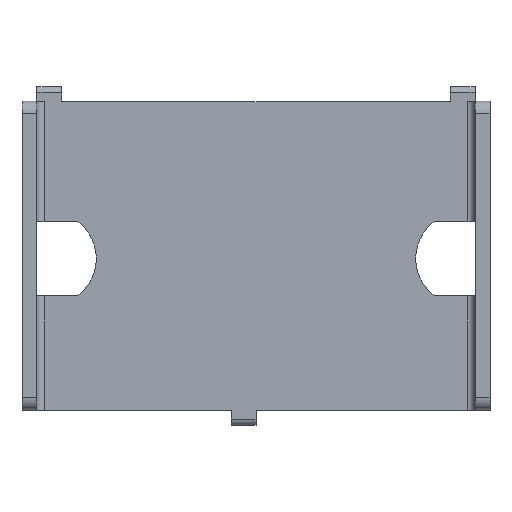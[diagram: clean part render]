
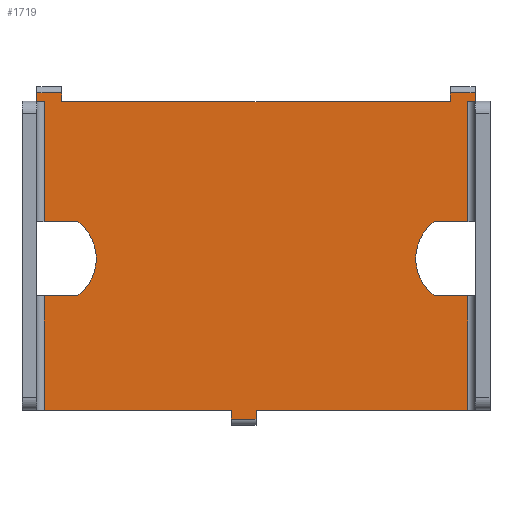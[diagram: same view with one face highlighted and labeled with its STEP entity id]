
A CAD part, top view. The second image highlights one B-rep face of the part: STEP entity #1719.
In plain terms, the highlighted planar face has unit normal (0, 0, 1).
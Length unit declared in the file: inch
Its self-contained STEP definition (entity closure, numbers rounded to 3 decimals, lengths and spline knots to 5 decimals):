
#62=FACE_OUTER_BOUND('',#153,.T.);
#153=EDGE_LOOP('',(#1203,#1204,#1205,#1206,#1207,#1208,#1209,#1210,#1211,
#1212,#1213,#1214,#1215,#1216,#1217,#1218,#1219,#1220,#1221,#1222,#1223,
#1224,#1225,#1226));
#255=CIRCLE('',#1828,0.0375);
#256=CIRCLE('',#1829,0.0375);
#303=LINE('',#2468,#502);
#343=LINE('',#2578,#542);
#347=LINE('',#2589,#546);
#348=LINE('',#2593,#547);
#349=LINE('',#2595,#548);
#350=LINE('',#2597,#549);
#351=LINE('',#2599,#550);
#352=LINE('',#2601,#551);
#353=LINE('',#2602,#552);
#354=LINE('',#2604,#553);
#355=LINE('',#2606,#554);
#356=LINE('',#2610,#555);
#357=LINE('',#2612,#556);
#358=LINE('',#2614,#557);
#359=LINE('',#2616,#558);
#360=LINE('',#2618,#559);
#361=LINE('',#2619,#560);
#362=LINE('',#2621,#561);
#363=LINE('',#2625,#562);
#364=LINE('',#2627,#563);
#365=LINE('',#2629,#564);
#366=LINE('',#2630,#565);
#502=VECTOR('',#1962,0.006);
#542=VECTOR('',#2042,0.171);
#546=VECTOR('',#2052,0.0925);
#547=VECTOR('',#2055,0.02);
#548=VECTOR('',#2056,0.007);
#549=VECTOR('',#2057,0.314);
#550=VECTOR('',#2058,0.007);
#551=VECTOR('',#2059,0.02);
#552=VECTOR('',#2060,0.007);
#553=VECTOR('',#2061,0.097);
#554=VECTOR('',#2062,0.027);
#555=VECTOR('',#2065,0.027);
#556=VECTOR('',#2066,0.0925);
#557=VECTOR('',#2067,0.151);
#558=VECTOR('',#2068,0.007);
#559=VECTOR('',#2069,0.02);
#560=VECTOR('',#2070,0.007);
#561=VECTOR('',#2071,0.027);
#562=VECTOR('',#2074,0.027);
#563=VECTOR('',#2075,0.097);
#564=VECTOR('',#2076,0.006);
#565=VECTOR('',#2077,0.007);
#702=VERTEX_POINT('',#2465);
#703=VERTEX_POINT('',#2467);
#752=VERTEX_POINT('',#2575);
#753=VERTEX_POINT('',#2577);
#757=VERTEX_POINT('',#2587);
#758=VERTEX_POINT('',#2591);
#759=VERTEX_POINT('',#2592);
#760=VERTEX_POINT('',#2594);
#761=VERTEX_POINT('',#2596);
#762=VERTEX_POINT('',#2598);
#763=VERTEX_POINT('',#2600);
#764=VERTEX_POINT('',#2603);
#765=VERTEX_POINT('',#2605);
#766=VERTEX_POINT('',#2607);
#767=VERTEX_POINT('',#2609);
#768=VERTEX_POINT('',#2611);
#769=VERTEX_POINT('',#2613);
#770=VERTEX_POINT('',#2615);
#771=VERTEX_POINT('',#2617);
#772=VERTEX_POINT('',#2620);
#773=VERTEX_POINT('',#2622);
#774=VERTEX_POINT('',#2624);
#775=VERTEX_POINT('',#2626);
#776=VERTEX_POINT('',#2628);
#874=EDGE_CURVE('',#702,#703,#303,.T.);
#928=EDGE_CURVE('',#753,#752,#343,.T.);
#934=EDGE_CURVE('',#757,#752,#347,.T.);
#935=EDGE_CURVE('',#758,#759,#348,.T.);
#936=EDGE_CURVE('',#759,#760,#349,.T.);
#937=EDGE_CURVE('',#760,#761,#350,.T.);
#938=EDGE_CURVE('',#762,#761,#351,.T.);
#939=EDGE_CURVE('',#762,#763,#352,.T.);
#940=EDGE_CURVE('',#763,#703,#353,.T.);
#941=EDGE_CURVE('',#702,#764,#354,.T.);
#942=EDGE_CURVE('',#765,#764,#355,.T.);
#943=EDGE_CURVE('',#766,#765,#255,.T.);
#944=EDGE_CURVE('',#767,#766,#356,.T.);
#945=EDGE_CURVE('',#767,#768,#357,.T.);
#946=EDGE_CURVE('',#768,#769,#358,.T.);
#947=EDGE_CURVE('',#769,#770,#359,.T.);
#948=EDGE_CURVE('',#770,#771,#360,.T.);
#949=EDGE_CURVE('',#753,#771,#361,.T.);
#950=EDGE_CURVE('',#772,#757,#362,.T.);
#951=EDGE_CURVE('',#773,#772,#256,.T.);
#952=EDGE_CURVE('',#774,#773,#363,.T.);
#953=EDGE_CURVE('',#775,#774,#364,.T.);
#954=EDGE_CURVE('',#776,#775,#365,.T.);
#955=EDGE_CURVE('',#758,#776,#366,.T.);
#1203=ORIENTED_EDGE('',*,*,#935,.T.);
#1204=ORIENTED_EDGE('',*,*,#936,.T.);
#1205=ORIENTED_EDGE('',*,*,#937,.T.);
#1206=ORIENTED_EDGE('',*,*,#938,.F.);
#1207=ORIENTED_EDGE('',*,*,#939,.T.);
#1208=ORIENTED_EDGE('',*,*,#940,.T.);
#1209=ORIENTED_EDGE('',*,*,#874,.F.);
#1210=ORIENTED_EDGE('',*,*,#941,.T.);
#1211=ORIENTED_EDGE('',*,*,#942,.F.);
#1212=ORIENTED_EDGE('',*,*,#943,.F.);
#1213=ORIENTED_EDGE('',*,*,#944,.F.);
#1214=ORIENTED_EDGE('',*,*,#945,.T.);
#1215=ORIENTED_EDGE('',*,*,#946,.T.);
#1216=ORIENTED_EDGE('',*,*,#947,.T.);
#1217=ORIENTED_EDGE('',*,*,#948,.T.);
#1218=ORIENTED_EDGE('',*,*,#949,.F.);
#1219=ORIENTED_EDGE('',*,*,#928,.T.);
#1220=ORIENTED_EDGE('',*,*,#934,.F.);
#1221=ORIENTED_EDGE('',*,*,#950,.F.);
#1222=ORIENTED_EDGE('',*,*,#951,.F.);
#1223=ORIENTED_EDGE('',*,*,#952,.F.);
#1224=ORIENTED_EDGE('',*,*,#953,.F.);
#1225=ORIENTED_EDGE('',*,*,#954,.F.);
#1226=ORIENTED_EDGE('',*,*,#955,.F.);
#1659=PLANE('',#1827);
#1719=ADVANCED_FACE('',(#62),#1659,.F.);
#1827=AXIS2_PLACEMENT_3D('',#2590,#2053,#2054);
#1828=AXIS2_PLACEMENT_3D('',#2608,#2063,#2064);
#1829=AXIS2_PLACEMENT_3D('',#2623,#2072,#2073);
#1962=DIRECTION('',(-1.,0.,0.));
#2042=DIRECTION('',(1.,0.,0.));
#2052=DIRECTION('',(0.,-1.,0.));
#2053=DIRECTION('center_axis',(0.,0.,-1.));
#2054=DIRECTION('ref_axis',(-1.,0.,0.));
#2055=DIRECTION('',(-1.,0.,0.));
#2056=DIRECTION('',(0.,-1.,0.));
#2057=DIRECTION('',(-1.,0.,0.));
#2058=DIRECTION('',(0.,-1.,0.));
#2059=DIRECTION('',(-1.,0.,0.));
#2060=DIRECTION('',(0.,-1.,0.));
#2061=DIRECTION('',(0.,-1.,0.));
#2062=DIRECTION('',(-1.,0.,0.));
#2063=DIRECTION('center_axis',(0.,0.,1.));
#2064=DIRECTION('ref_axis',(1.,0.,0.));
#2065=DIRECTION('',(1.,0.,0.));
#2066=DIRECTION('',(0.,-1.,0.));
#2067=DIRECTION('',(1.,0.,0.));
#2068=DIRECTION('',(0.,-1.,0.));
#2069=DIRECTION('',(1.,0.,0.));
#2070=DIRECTION('',(0.,-1.,0.));
#2071=DIRECTION('',(1.,0.,0.));
#2072=DIRECTION('center_axis',(0.,0.,1.));
#2073=DIRECTION('ref_axis',(1.,0.,0.));
#2074=DIRECTION('',(-1.,0.,0.));
#2075=DIRECTION('',(0.,-1.,0.));
#2076=DIRECTION('',(-1.,0.,0.));
#2077=DIRECTION('',(0.,-1.,0.));
#2465=CARTESIAN_POINT('',(-0.171,0.2495,0.));
#2467=CARTESIAN_POINT('',(-0.177,0.2495,0.));
#2468=CARTESIAN_POINT('',(0.177,0.2495,0.));
#2575=CARTESIAN_POINT('',(0.171,0.,0.));
#2577=CARTESIAN_POINT('',(0.,0.,0.));
#2578=CARTESIAN_POINT('',(-0.171,0.,0.));
#2587=CARTESIAN_POINT('',(0.171,0.0925,0.));
#2589=CARTESIAN_POINT('',(0.171,0.2495,0.));
#2590=CARTESIAN_POINT('Origin',(-0.171,0.2495,0.));
#2591=CARTESIAN_POINT('',(0.177,0.2565,0.));
#2592=CARTESIAN_POINT('',(0.157,0.2565,0.));
#2593=CARTESIAN_POINT('',(0.177,0.2565,0.));
#2594=CARTESIAN_POINT('',(0.157,0.2495,0.));
#2595=CARTESIAN_POINT('',(0.157,0.2565,0.));
#2596=CARTESIAN_POINT('',(-0.157,0.2495,0.));
#2597=CARTESIAN_POINT('',(0.157,0.2495,0.));
#2598=CARTESIAN_POINT('',(-0.157,0.2565,0.));
#2599=CARTESIAN_POINT('',(-0.157,0.2565,0.));
#2600=CARTESIAN_POINT('',(-0.177,0.2565,0.));
#2601=CARTESIAN_POINT('',(0.177,0.2565,0.));
#2602=CARTESIAN_POINT('',(-0.177,0.2565,0.));
#2603=CARTESIAN_POINT('',(-0.171,0.1525,0.));
#2604=CARTESIAN_POINT('',(-0.171,0.2495,0.));
#2605=CARTESIAN_POINT('',(-0.144,0.1525,0.));
#2606=CARTESIAN_POINT('',(-0.144,0.1525,0.));
#2607=CARTESIAN_POINT('',(-0.144,0.0925,0.));
#2608=CARTESIAN_POINT('Origin',(-0.1665,0.1225,0.));
#2609=CARTESIAN_POINT('',(-0.171,0.0925,0.));
#2610=CARTESIAN_POINT('',(-0.189,0.0925,0.));
#2611=CARTESIAN_POINT('',(-0.171,0.,0.));
#2612=CARTESIAN_POINT('',(-0.171,0.2495,0.));
#2613=CARTESIAN_POINT('',(-0.02,0.,0.));
#2614=CARTESIAN_POINT('',(-0.171,0.,0.));
#2615=CARTESIAN_POINT('',(-0.02,-0.007,0.));
#2616=CARTESIAN_POINT('',(-0.02,0.,0.));
#2617=CARTESIAN_POINT('',(0.,-0.007,0.));
#2618=CARTESIAN_POINT('',(-0.02,-0.007,0.));
#2619=CARTESIAN_POINT('',(0.,0.,0.));
#2620=CARTESIAN_POINT('',(0.144,0.0925,0.));
#2621=CARTESIAN_POINT('',(0.144,0.0925,0.));
#2622=CARTESIAN_POINT('',(0.144,0.1525,0.));
#2623=CARTESIAN_POINT('Origin',(0.1665,0.1225,0.));
#2624=CARTESIAN_POINT('',(0.171,0.1525,0.));
#2625=CARTESIAN_POINT('',(0.189,0.1525,0.));
#2626=CARTESIAN_POINT('',(0.171,0.2495,0.));
#2627=CARTESIAN_POINT('',(0.171,0.2495,0.));
#2628=CARTESIAN_POINT('',(0.177,0.2495,0.));
#2629=CARTESIAN_POINT('',(0.177,0.2495,0.));
#2630=CARTESIAN_POINT('',(0.177,0.2565,0.));
